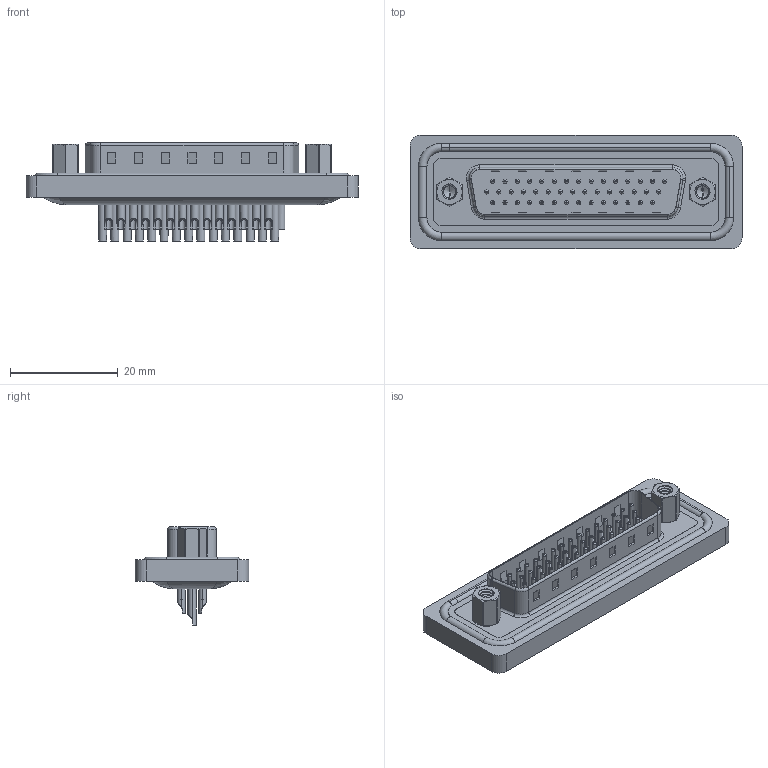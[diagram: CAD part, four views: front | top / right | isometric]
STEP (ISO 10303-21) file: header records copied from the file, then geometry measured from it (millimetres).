
FILE_DESCRIPTION (( 'STEP AP203' ), '1' );
FILE_NAME ('637-W44-622-012.STEP', '2018-11-28T16:42:02', ( '' ), ( '' ), 'SwSTEP 2.0', 'SolidWorks 2016', '' );
FILE_SCHEMA (( 'CONFIG_CONTROL_DESIGN' ));
Length unit declared in the file: millimetre
Products named in the file (9): 637W 4-40 Hex Standoff; 637-W44-622-012; 637W Housing_44 Contacts; 637W Shell_44 Contacts; 637W Contact Row 1_22; 637W Contact Row 2_22; 637W Contact Row 3_22; 637W Waterproof Housing_44 Contacts; 637W 4-40 Threaded Rivet
Assembly tree (51 placements, depth 2):
  637-W44-622-012
    637W Housing_44 Contacts
    637W Shell_44 Contacts
    637W Contact Row 1_22  x15
    637W Contact Row 2_22  x15
    637W Contact Row 3_22  x14
    637W Waterproof Housing_44 Contacts
    637W 4-40 Threaded Rivet  x2
    637W 4-40 Hex Standoff  x2
Bounding box: 61.74 x 21.1 x 18.25 mm (x, y, z)
Volume: 6517.5 mm3; surface area: 12571.4 mm2
Topology: 52 solids, 52 shells, 2234 faces, 5310 edges, 3279 vertices
Faces by surface type: cylinder 1008, plane 601, torus 483, cone 120, bspline 22
Entity records: 35386 total; most frequent: CARTESIAN_POINT 9586, DIRECTION 5272, ORIENTED_EDGE 4674, EDGE_CURVE 2337, AXIS2_PLACEMENT_3D 2118, VERTEX_POINT 1515, EDGE_LOOP 1272, CIRCLE 1128
